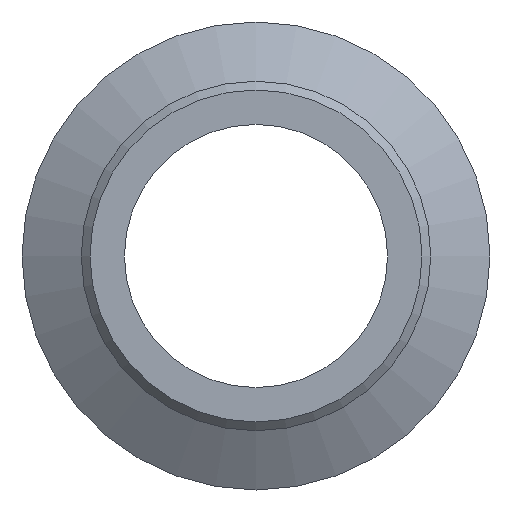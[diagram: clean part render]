
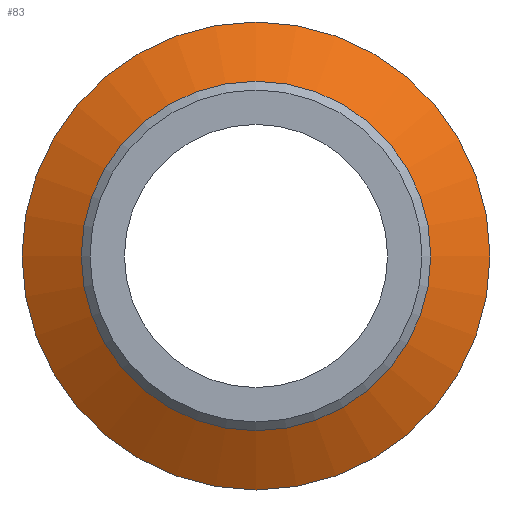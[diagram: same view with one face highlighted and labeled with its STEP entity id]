
A CAD part, front view. The second image highlights one B-rep face of the part: STEP entity #83.
In plain terms, the highlighted conical face has half-angle 60 degrees and reference radius 5.975 mm.
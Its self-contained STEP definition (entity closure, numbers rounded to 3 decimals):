
#83 = ADVANCED_FACE( 'NONE', ( #110, #111 ), #112, .T. );
#110 = FACE_OUTER_BOUND( '', #140, .T. );
#111 = FACE_BOUND( '', #141, .T. );
#112 = CONICAL_SURFACE( '', #142, 5.975, 1.047 );
#140 = EDGE_LOOP( '', ( #186 ) );
#141 = EDGE_LOOP( '', ( #187 ) );
#142 = AXIS2_PLACEMENT_3D( '', #188, #189, #190 );
#186 = ORIENTED_EDGE( '', *, *, #204, .T. );
#187 = ORIENTED_EDGE( '', *, *, #203, .F. );
#188 = CARTESIAN_POINT( '', ( 0., -2., 0. ) );
#189 = DIRECTION( '', ( 0., 1., 0. ) );
#190 = DIRECTION( '', ( 0., 0., 1. ) );
#203 = EDGE_CURVE( 'NONE', #220, #220, #221, .T. );
#204 = EDGE_CURVE( 'NONE', #222, #222, #223, .T. );
#220 = VERTEX_POINT( '', #240 );
#221 = CIRCLE( '', #241, 5.975 );
#222 = VERTEX_POINT( '', #242 );
#223 = CIRCLE( '', #243, 8. );
#240 = CARTESIAN_POINT( '', ( 0., -2., -5.975 ) );
#241 = AXIS2_PLACEMENT_3D( '', #267, #268, #269 );
#242 = CARTESIAN_POINT( '', ( 0., -0.831, -8. ) );
#243 = AXIS2_PLACEMENT_3D( '', #270, #271, #272 );
#267 = CARTESIAN_POINT( '', ( 0., -2., 0. ) );
#268 = DIRECTION( '', ( 0., -1., 0. ) );
#269 = DIRECTION( '', ( 0., 0., -1. ) );
#270 = CARTESIAN_POINT( '', ( 0., -0.831, 0. ) );
#271 = DIRECTION( '', ( 0., -1., 0. ) );
#272 = DIRECTION( '', ( 0., 0., -1. ) );
